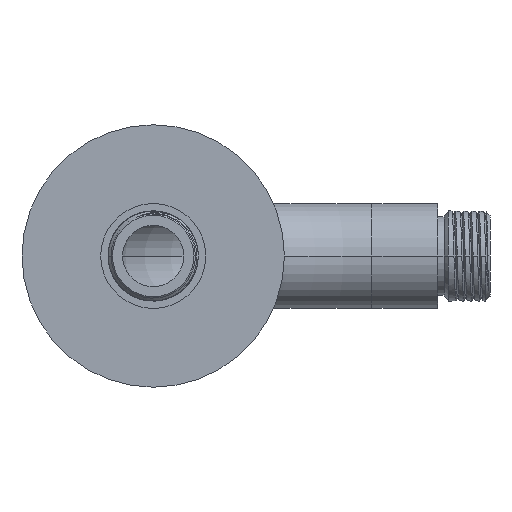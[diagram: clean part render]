
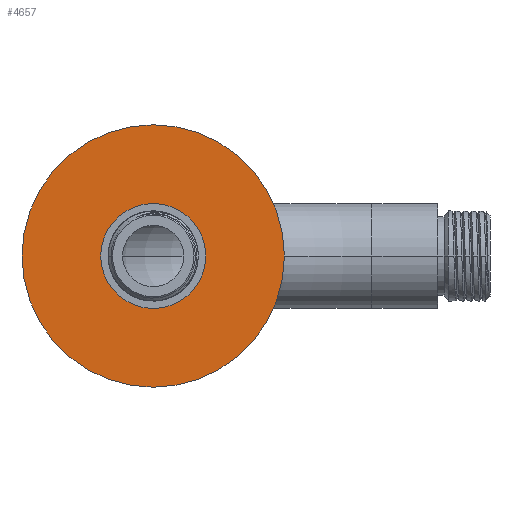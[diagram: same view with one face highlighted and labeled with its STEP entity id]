
A CAD part, left-side view. The second image highlights one B-rep face of the part: STEP entity #4657.
In plain terms, the highlighted planar face has unit normal (-1, 0, 0).
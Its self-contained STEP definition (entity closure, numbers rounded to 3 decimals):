
#30=CARTESIAN_POINT('',(-375.,0.,0.));
#31=DIRECTION('',(1.,0.,0.));
#32=DIRECTION('',(0.,1.,0.));
#33=AXIS2_PLACEMENT_3D('',#30,#31,#32);
#58=CARTESIAN_POINT('',(-375.,0.,0.));
#59=DIRECTION('',(1.,0.,0.));
#60=DIRECTION('',(0.,-1.,0.));
#61=AXIS2_PLACEMENT_3D('',#58,#59,#60);
#1900=CARTESIAN_POINT('',(-375.,0.,0.));
#1901=DIRECTION('',(-1.,0.,0.));
#1902=DIRECTION('',(0.,1.,0.));
#1903=AXIS2_PLACEMENT_3D('',#1900,#1901,#1902);
#1905=CARTESIAN_POINT('',(-375.,0.,0.));
#1906=DIRECTION('',(1.,0.,0.));
#1907=DIRECTION('',(0.,1.,0.));
#1908=AXIS2_PLACEMENT_3D('',#1905,#1906,#1907);
#1992=CARTESIAN_POINT('',(-375.,30.,0.));
#1993=CARTESIAN_POINT('',(-375.,-30.,0.));
#1994=VERTEX_POINT('',#1992);
#1995=VERTEX_POINT('',#1993);
#2000=CARTESIAN_POINT('',(-375.,12.,0.));
#2001=CARTESIAN_POINT('',(-375.,-12.,0.));
#2002=VERTEX_POINT('',#2000);
#2003=VERTEX_POINT('',#2001);
#4642=CARTESIAN_POINT('',(-375.,0.,0.));
#4643=DIRECTION('',(-1.,0.,0.));
#4644=DIRECTION('',(0.,1.,0.));
#4645=AXIS2_PLACEMENT_3D('',#4642,#4643,#4644);
#4646=PLANE('',#4645);
#4648=ORIENTED_EDGE('',*,*,#4647,.F.);
#4650=ORIENTED_EDGE('',*,*,#4649,.T.);
#4651=EDGE_LOOP('',(#4648,#4650));
#4652=FACE_OUTER_BOUND('',#4651,.F.);
#4653=ORIENTED_EDGE('',*,*,#2162,.F.);
#4654=ORIENTED_EDGE('',*,*,#2207,.F.);
#4655=EDGE_LOOP('',(#4653,#4654));
#4656=FACE_BOUND('',#4655,.F.);
#34=CIRCLE('',#33,12.);
#62=CIRCLE('',#61,12.);
#1904=CIRCLE('',#1903,30.);
#1909=CIRCLE('',#1908,30.);
#2162=EDGE_CURVE('',#2002,#2003,#34,.T.);
#2207=EDGE_CURVE('',#2003,#2002,#62,.T.);
#4647=EDGE_CURVE('',#1994,#1995,#1904,.T.);
#4649=EDGE_CURVE('',#1994,#1995,#1909,.T.);
#4657=ADVANCED_FACE('',(#4652,#4656),#4646,.T.);
